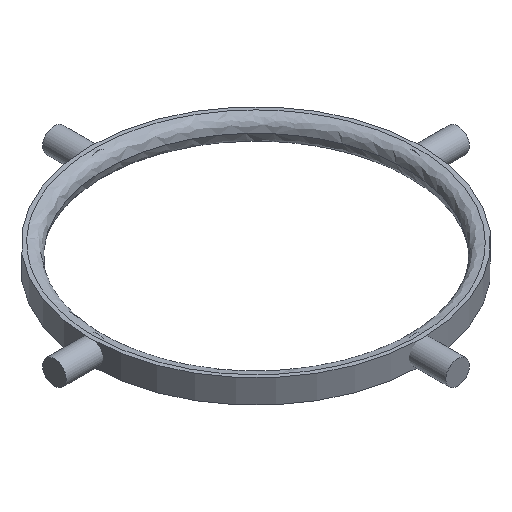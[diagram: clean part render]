
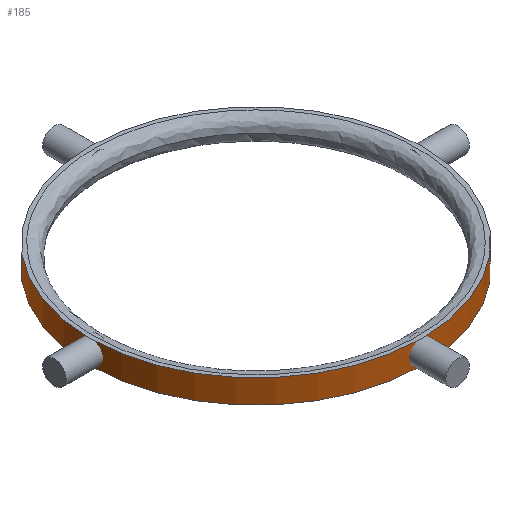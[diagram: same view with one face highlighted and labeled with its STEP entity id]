
A CAD part, isometric view. The second image highlights one B-rep face of the part: STEP entity #185.
In plain terms, the highlighted cylindrical face has radius 21 mm (diameter 42 mm), a full revolution.
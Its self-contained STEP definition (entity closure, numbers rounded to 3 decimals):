
#23=LINE('',#596,#28);
#28=VECTOR('',#253,21.);
#33=CYLINDRICAL_SURFACE('',#220,21.);
#40=CIRCLE('',#217,21.);
#41=CIRCLE('',#219,21.);
#64=FACE_OUTER_BOUND('',#83,.T.);
#83=EDGE_LOOP('',(#151,#152,#153,#154));
#105=VERTEX_POINT('',#495);
#107=VERTEX_POINT('',#593);
#120=EDGE_CURVE('',#105,#105,#40,.T.);
#123=EDGE_CURVE('',#107,#107,#41,.T.);
#124=EDGE_CURVE('',#107,#105,#23,.T.);
#151=ORIENTED_EDGE('',*,*,#123,.F.);
#152=ORIENTED_EDGE('',*,*,#124,.T.);
#153=ORIENTED_EDGE('',*,*,#120,.T.);
#154=ORIENTED_EDGE('',*,*,#124,.F.);
#185=ADVANCED_FACE('',(#64),#33,.T.);
#217=AXIS2_PLACEMENT_3D('',#496,#245,#246);
#219=AXIS2_PLACEMENT_3D('',#594,#249,#250);
#220=AXIS2_PLACEMENT_3D('',#595,#251,#252);
#245=DIRECTION('center_axis',(0.,0.,1.));
#246=DIRECTION('ref_axis',(1.,0.,0.));
#249=DIRECTION('center_axis',(0.,0.,1.));
#250=DIRECTION('ref_axis',(1.,0.,0.));
#251=DIRECTION('center_axis',(0.,0.,1.));
#252=DIRECTION('ref_axis',(1.,0.,0.));
#253=DIRECTION('',(0.,0.,-1.));
#495=CARTESIAN_POINT('',(-21.,0.,0.));
#496=CARTESIAN_POINT('Origin',(0.,0.,0.));
#593=CARTESIAN_POINT('',(-21.,0.,3.));
#594=CARTESIAN_POINT('Origin',(0.,0.,3.));
#595=CARTESIAN_POINT('Origin',(0.,0.,0.));
#596=CARTESIAN_POINT('',(-21.,0.,0.));
